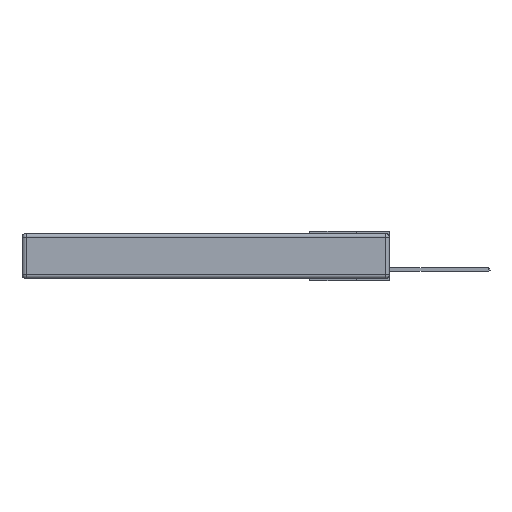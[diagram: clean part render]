
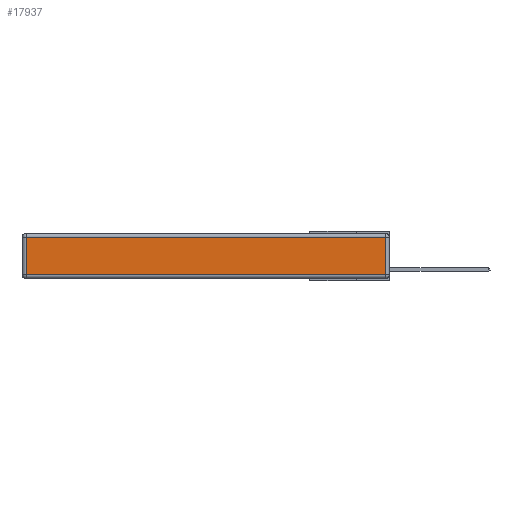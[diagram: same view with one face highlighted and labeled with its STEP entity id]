
A CAD part, left-side view. The second image highlights one B-rep face of the part: STEP entity #17937.
In plain terms, the highlighted planar face has unit normal (-1, 0, 0).
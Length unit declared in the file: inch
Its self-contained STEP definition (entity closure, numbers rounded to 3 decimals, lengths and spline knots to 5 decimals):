
#337 = ORIENTED_EDGE ( 'NONE', *, *, #13246, .T. ) ;
#442 = CARTESIAN_POINT ( 'NONE',  ( 0., 0.03, -0.343 ) ) ;
#3335 = VECTOR ( 'NONE', #16616, 39.37008 ) ;
#4279 = ORIENTED_EDGE ( 'NONE', *, *, #5632, .T. ) ;
#4491 = EDGE_LOOP ( 'NONE', ( #8796, #4279, #4733, #337 ) ) ;
#4733 = ORIENTED_EDGE ( 'NONE', *, *, #13557, .T. ) ;
#5632 = EDGE_CURVE ( 'NONE', #10807, #21203, #16140, .T. ) ;
#7059 = CARTESIAN_POINT ( 'NONE',  ( 0., 0., -0.313 ) ) ;
#7479 = CARTESIAN_POINT ( 'NONE',  ( 0., 2.72, -0.03 ) ) ;
#8796 = ORIENTED_EDGE ( 'NONE', *, *, #10064, .T. ) ;
#10064 = EDGE_CURVE ( 'NONE', #12881, #10807, #20072, .T. ) ;
#10807 = VERTEX_POINT ( 'NONE', #27377 ) ;
#11183 = CARTESIAN_POINT ( 'NONE',  ( 0., 2.72, -0.313 ) ) ;
#11269 = VECTOR ( 'NONE', #12913, 39.37008 ) ;
#12881 = VERTEX_POINT ( 'NONE', #11183 ) ;
#12913 = DIRECTION ( 'NONE',  ( 0., 1., 0. ) ) ;
#13246 = EDGE_CURVE ( 'NONE', #21761, #12881, #24088, .T. ) ;
#13557 = EDGE_CURVE ( 'NONE', #21203, #21761, #21118, .T. ) ;
#16140 = LINE ( 'NONE', #442, #3335 ) ;
#16616 = DIRECTION ( 'NONE',  ( 0., 0., 1. ) ) ;
#17937 = ADVANCED_FACE ( 'NONE', ( #19532 ), #19775, .T. ) ;
#19532 = FACE_OUTER_BOUND ( 'NONE', #4491, .T. ) ;
#19775 = PLANE ( 'NONE',  #20685 ) ;
#20072 = LINE ( 'NONE', #7059, #23039 ) ;
#20435 = DIRECTION ( 'NONE',  ( 0., 0., -1. ) ) ;
#20685 = AXIS2_PLACEMENT_3D ( 'NONE', #26538, #27460, #29625 ) ;
#21118 = LINE ( 'NONE', #29085, #11269 ) ;
#21203 = VERTEX_POINT ( 'NONE', #22786 ) ;
#21761 = VERTEX_POINT ( 'NONE', #7479 ) ;
#22378 = CARTESIAN_POINT ( 'NONE',  ( 0., 2.72, -0.343 ) ) ;
#22786 = CARTESIAN_POINT ( 'NONE',  ( 0., 0.03, -0.03 ) ) ;
#23039 = VECTOR ( 'NONE', #23213, 39.37008 ) ;
#23213 = DIRECTION ( 'NONE',  ( 0., -1., 0. ) ) ;
#24088 = LINE ( 'NONE', #22378, #26617 ) ;
#26538 = CARTESIAN_POINT ( 'NONE',  ( 0., 0., -0.343 ) ) ;
#26617 = VECTOR ( 'NONE', #20435, 39.37008 ) ;
#27377 = CARTESIAN_POINT ( 'NONE',  ( 0., 0.03, -0.313 ) ) ;
#27460 = DIRECTION ( 'NONE',  ( -1., 0., 0. ) ) ;
#29085 = CARTESIAN_POINT ( 'NONE',  ( 0., 2.75, -0.03 ) ) ;
#29625 = DIRECTION ( 'NONE',  ( 0., 0., 1. ) ) ;
